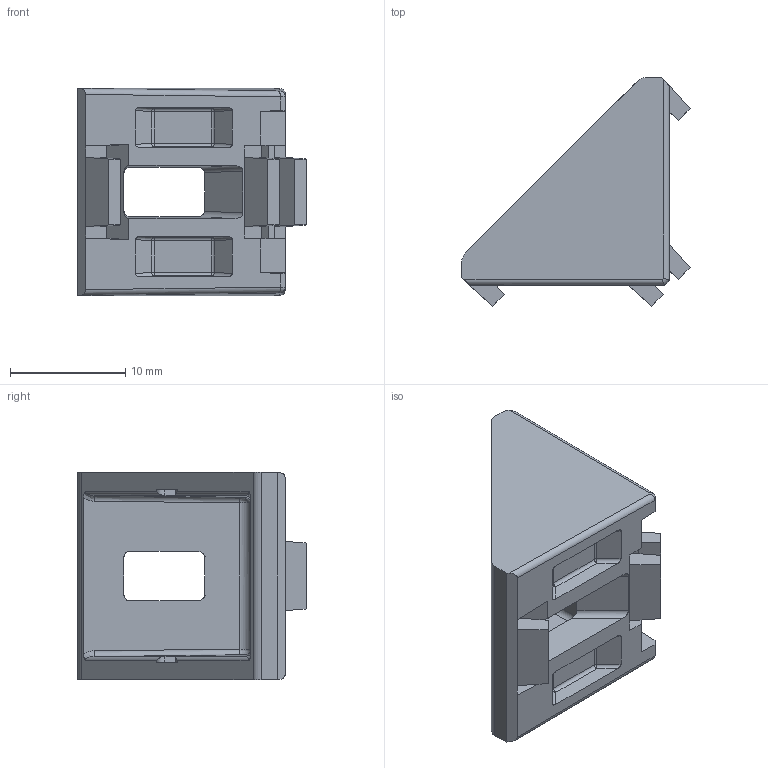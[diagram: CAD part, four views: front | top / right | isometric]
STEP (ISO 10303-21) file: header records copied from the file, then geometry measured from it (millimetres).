
FILE_DESCRIPTION (( 'STEP AP214' ), '1' );
FILE_NAME ('093w203n06s01.STEP', '2014-08-20T10:43:28', ( '' ), ( '' ), 'SwSTEP 2.0', 'SolidWorks 2014', '' );
FILE_SCHEMA (( 'AUTOMOTIVE_DESIGN' ));
Length unit declared in the file: millimetre
Products named in the file (1): 093w203n06s01
Bounding box: 19.8 x 19.8 x 18 mm (x, y, z)
Volume: 1776.9 mm3; surface area: 2087.3 mm2
Topology: 1 solids, 1 shells, 176 faces, 453 edges, 274 vertices
Faces by surface type: plane 88, cylinder 65, sphere 16, bspline 7
Entity records: 5323 total; most frequent: CARTESIAN_POINT 1281, ORIENTED_EDGE 890, DIRECTION 772, EDGE_CURVE 445, LINE 302, VECTOR 302, VERTEX_POINT 274, AXIS2_PLACEMENT_3D 235
